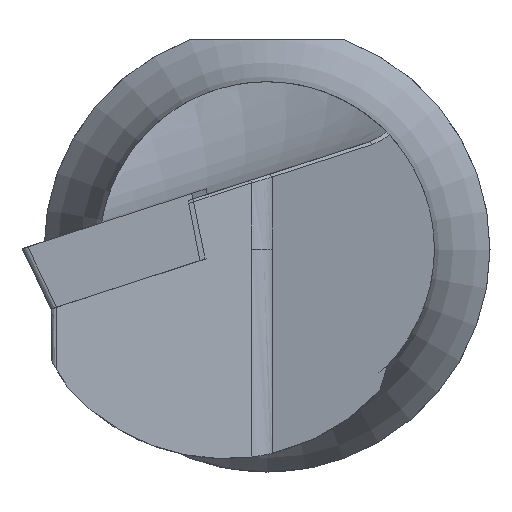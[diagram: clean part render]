
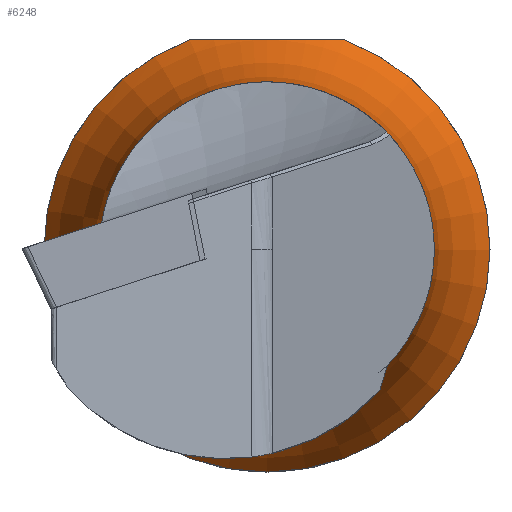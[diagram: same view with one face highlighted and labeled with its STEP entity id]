
A CAD part, left-side view. The second image highlights one B-rep face of the part: STEP entity #6248.
In plain terms, the highlighted toroidal (fillet/blend) face has major radius 18.5 mm and minor radius 12.5 mm.
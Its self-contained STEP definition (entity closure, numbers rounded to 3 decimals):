
#6190=CARTESIAN_POINT('',(45.1,-8.61,0.0));
#6191=DIRECTION('',(-1.0,0.0,0.0));
#6192=DIRECTION('',(0.0,0.0,1.0));
#6193=AXIS2_PLACEMENT_3D('',#6190,#6191,#6192);
#6194=TOROIDAL_SURFACE('',#6193,18.5,12.5);
#6195=CARTESIAN_POINT('',(51.882,-5.826,7.5));
#6196=VERTEX_POINT('',#6195);
#6197=CARTESIAN_POINT('',(51.882,-11.394,7.5));
#6198=VERTEX_POINT('',#6197);
#6199=CARTESIAN_POINT('',(51.882,-5.826,7.5));
#6200=CARTESIAN_POINT('',(51.766,-6.042,7.5));
#6201=CARTESIAN_POINT('',(51.656,-6.261,7.5));
#6202=CARTESIAN_POINT('',(51.454,-6.707,7.5));
#6203=CARTESIAN_POINT('',(51.363,-6.934,7.5));
#6204=CARTESIAN_POINT('',(51.208,-7.4,7.5));
#6205=CARTESIAN_POINT('',(51.145,-7.64,7.5));
#6206=CARTESIAN_POINT('',(51.059,-8.124,7.5));
#6207=CARTESIAN_POINT('',(51.037,-8.368,7.5));
#6208=CARTESIAN_POINT('',(51.037,-8.738,7.5));
#6209=CARTESIAN_POINT('',(51.043,-8.862,7.5));
#6210=CARTESIAN_POINT('',(51.066,-9.107,7.5));
#6211=CARTESIAN_POINT('',(51.082,-9.228,7.5));
#6212=CARTESIAN_POINT('',(51.147,-9.587,7.5));
#6213=CARTESIAN_POINT('',(51.209,-9.822,7.5));
#6214=CARTESIAN_POINT('',(51.362,-10.284,7.5));
#6215=CARTESIAN_POINT('',(51.453,-10.512,7.5));
#6216=CARTESIAN_POINT('',(51.656,-10.96,7.5));
#6217=CARTESIAN_POINT('',(51.766,-11.178,7.5));
#6218=CARTESIAN_POINT('',(51.882,-11.394,7.5));
#6219=B_SPLINE_CURVE_WITH_KNOTS('',3,(#6199,#6200,#6201,#6202,#6203,#6204,#6205,#6206,#6207,#6208,#6209,#6210,#6211,#6212,#6213,#6214,#6215,#6216,#6217,#6218),.UNSPECIFIED.,.F.,.U.,(4,2,2,2,2,2,2,2,2,4),(0.0,0.125,0.25,0.375,0.5,0.563,0.625,0.75,0.875,1.0),.UNSPECIFIED.);
#6220=EDGE_CURVE('',#6196,#6198,#6219,.T.);
#6221=ORIENTED_EDGE('',*,*,#6220,.F.);
#6222=CARTESIAN_POINT('',(51.882,-5.826,7.5));
#6223=VERTEX_POINT('',#6222);
#6224=CARTESIAN_POINT('',(51.882,-11.394,7.5));
#6225=VERTEX_POINT('',#6224);
#6226=CARTESIAN_POINT('',(51.882,-8.61,0.0));
#6227=DIRECTION('',(-1.0,0.0,0.0));
#6228=DIRECTION('',(0.0,0.0,1.0));
#6229=AXIS2_PLACEMENT_3D('',#6226,#6227,#6228);
#6230=CIRCLE('',#6229,8.);
#6231=EDGE_CURVE('',#6223,#6225,#6230,.T.);
#6232=ORIENTED_EDGE('',*,*,#6231,.T.);
#6233=EDGE_LOOP('',(#6221,#6232));
#6234=FACE_BOUND('',#6233,.T.);
#6235=CARTESIAN_POINT('',(45.1,-8.61,6.0));
#6236=VERTEX_POINT('',#6235);
#6237=CARTESIAN_POINT('',(45.1,-8.61,6.0));
#6238=VERTEX_POINT('',#6237);
#6239=CARTESIAN_POINT('',(45.1,-8.61,0.0));
#6240=DIRECTION('',(-1.0,0.0,0.0));
#6241=DIRECTION('',(0.0,0.0,1.0));
#6242=AXIS2_PLACEMENT_3D('',#6239,#6240,#6241);
#6243=CIRCLE('',#6242,6.0);
#6244=EDGE_CURVE('',#6236,#6238,#6243,.T.);
#6245=ORIENTED_EDGE('',*,*,#6244,.F.);
#6246=EDGE_LOOP('',(#6245));
#6247=FACE_BOUND('',#6246,.T.);
#6248=ADVANCED_FACE('',(#6234,#6247),#6194,.F.);
